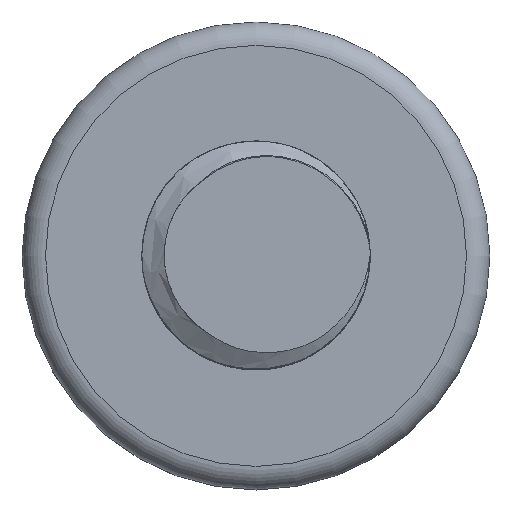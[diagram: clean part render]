
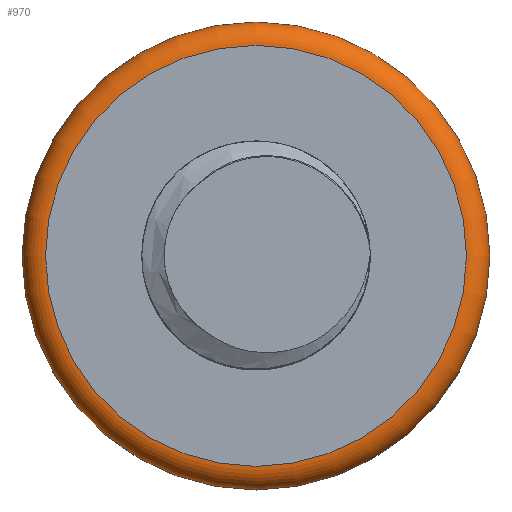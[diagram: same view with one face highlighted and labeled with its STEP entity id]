
A CAD part, top view. The second image highlights one B-rep face of the part: STEP entity #970.
In plain terms, the highlighted toroidal (fillet/blend) face has major radius 2.7 mm and minor radius 0.3 mm.
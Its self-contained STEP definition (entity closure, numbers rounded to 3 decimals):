
#18=TOROIDAL_SURFACE('',#1052,2.7,0.3);
#68=FACE_OUTER_BOUND('',#122,.T.);
#122=EDGE_LOOP('',(#751,#752,#753,#754,#755,#756));
#156=CIRCLE('',#1045,3.);
#157=CIRCLE('',#1046,3.);
#162=CIRCLE('',#1053,2.7);
#163=CIRCLE('',#1054,0.3);
#164=CIRCLE('',#1055,2.7);
#424=VERTEX_POINT('',#2359);
#425=VERTEX_POINT('',#2360);
#442=VERTEX_POINT('',#2398);
#443=VERTEX_POINT('',#2399);
#550=EDGE_CURVE('',#424,#425,#156,.T.);
#551=EDGE_CURVE('',#425,#424,#157,.T.);
#569=EDGE_CURVE('',#442,#443,#162,.T.);
#570=EDGE_CURVE('',#443,#425,#163,.T.);
#571=EDGE_CURVE('',#443,#442,#164,.T.);
#751=ORIENTED_EDGE('',*,*,#569,.T.);
#752=ORIENTED_EDGE('',*,*,#570,.T.);
#753=ORIENTED_EDGE('',*,*,#551,.T.);
#754=ORIENTED_EDGE('',*,*,#550,.T.);
#755=ORIENTED_EDGE('',*,*,#570,.F.);
#756=ORIENTED_EDGE('',*,*,#571,.T.);
#970=ADVANCED_FACE('',(#68),#18,.T.);
#1045=AXIS2_PLACEMENT_3D('',#2361,#1184,#1185);
#1046=AXIS2_PLACEMENT_3D('',#2362,#1186,#1187);
#1052=AXIS2_PLACEMENT_3D('',#2397,#1211,#1212);
#1053=AXIS2_PLACEMENT_3D('',#2400,#1213,#1214);
#1054=AXIS2_PLACEMENT_3D('',#2401,#1215,#1216);
#1055=AXIS2_PLACEMENT_3D('',#2402,#1217,#1218);
#1184=DIRECTION('center_axis',(0.,0.,1.));
#1185=DIRECTION('ref_axis',(-1.,0.,0.));
#1186=DIRECTION('center_axis',(0.,0.,1.));
#1187=DIRECTION('ref_axis',(-1.,0.,0.));
#1211=DIRECTION('center_axis',(0.,0.,1.));
#1212=DIRECTION('ref_axis',(1.,0.,0.));
#1213=DIRECTION('center_axis',(0.,0.,-1.));
#1214=DIRECTION('ref_axis',(-1.,0.,0.));
#1215=DIRECTION('center_axis',(0.,-1.,0.));
#1216=DIRECTION('ref_axis',(-1.,0.,0.));
#1217=DIRECTION('center_axis',(0.,0.,-1.));
#1218=DIRECTION('ref_axis',(-1.,0.,0.));
#2359=CARTESIAN_POINT('',(3.,0.,-6.3));
#2360=CARTESIAN_POINT('',(-3.,0.,-6.3));
#2361=CARTESIAN_POINT('Origin',(0.,0.,-6.3));
#2362=CARTESIAN_POINT('Origin',(0.,0.,-6.3));
#2397=CARTESIAN_POINT('Origin',(0.,0.,-6.3));
#2398=CARTESIAN_POINT('',(2.7,0.,-6.));
#2399=CARTESIAN_POINT('',(-2.7,0.,-6.));
#2400=CARTESIAN_POINT('Origin',(0.,0.,-6.));
#2401=CARTESIAN_POINT('Origin',(-2.7,0.,-6.3));
#2402=CARTESIAN_POINT('Origin',(0.,0.,-6.));
